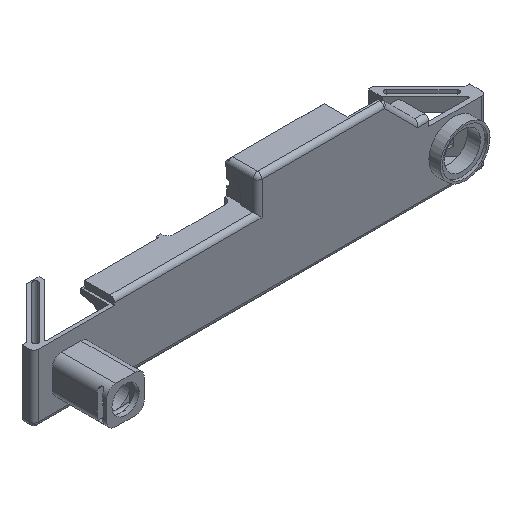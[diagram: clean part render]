
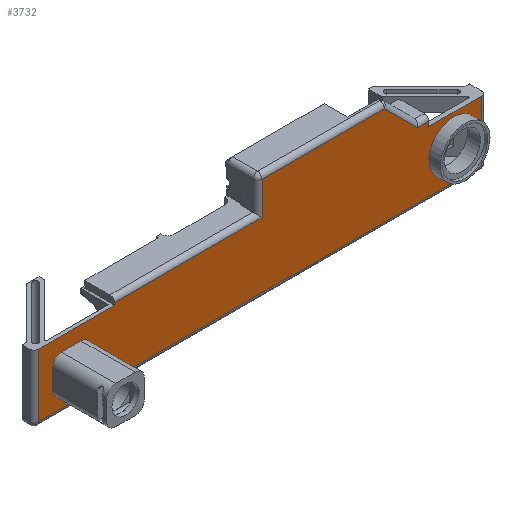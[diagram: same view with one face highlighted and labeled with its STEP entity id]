
A CAD part, isometric view. The second image highlights one B-rep face of the part: STEP entity #3732.
In plain terms, the highlighted planar face has unit normal (0, -1, 0).
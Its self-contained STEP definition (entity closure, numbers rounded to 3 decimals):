
#32=FACE_BOUND('',#372,.T.);
#33=FACE_BOUND('',#373,.T.);
#55=PLANE('',#3964);
#176=FACE_OUTER_BOUND('',#371,.T.);
#371=EDGE_LOOP('',(#2461,#2462,#2463,#2464,#2465,#2466,#2467,#2468,#2469,
#2470,#2471,#2472));
#372=EDGE_LOOP('',(#2473,#2474));
#373=EDGE_LOOP('',(#2475,#2476,#2477,#2478,#2479,#2480,#2481,#2482));
#580=CIRCLE('',#3951,5.5);
#581=CIRCLE('',#3952,5.5);
#586=CIRCLE('',#3965,2.);
#587=CIRCLE('',#3966,2.);
#588=CIRCLE('',#3967,2.);
#589=CIRCLE('',#3968,2.);
#777=LINE('',#5513,#1152);
#778=LINE('',#5517,#1153);
#779=LINE('',#5519,#1154);
#780=LINE('',#5521,#1155);
#781=LINE('',#5523,#1156);
#782=LINE('',#5525,#1157);
#783=LINE('',#5527,#1158);
#784=LINE('',#5529,#1159);
#785=LINE('',#5531,#1160);
#786=LINE('',#5533,#1161);
#787=LINE('',#5535,#1162);
#788=LINE('',#5536,#1163);
#789=LINE('',#5539,#1164);
#790=LINE('',#5543,#1165);
#791=LINE('',#5547,#1166);
#792=LINE('',#5551,#1167);
#1152=VECTOR('',#4401,10.);
#1153=VECTOR('',#4406,10.);
#1154=VECTOR('',#4407,10.);
#1155=VECTOR('',#4408,10.);
#1156=VECTOR('',#4409,10.);
#1157=VECTOR('',#4410,10.);
#1158=VECTOR('',#4411,10.);
#1159=VECTOR('',#4412,10.);
#1160=VECTOR('',#4413,10.);
#1161=VECTOR('',#4414,10.);
#1162=VECTOR('',#4415,10.);
#1163=VECTOR('',#4416,10.);
#1164=VECTOR('',#4417,10.);
#1165=VECTOR('',#4420,10.);
#1166=VECTOR('',#4423,10.);
#1167=VECTOR('',#4426,10.);
#1522=VERTEX_POINT('',#5472);
#1523=VERTEX_POINT('',#5474);
#1526=VERTEX_POINT('',#5482);
#1537=VERTEX_POINT('',#5512);
#1538=VERTEX_POINT('',#5516);
#1539=VERTEX_POINT('',#5518);
#1540=VERTEX_POINT('',#5520);
#1541=VERTEX_POINT('',#5522);
#1542=VERTEX_POINT('',#5524);
#1543=VERTEX_POINT('',#5526);
#1544=VERTEX_POINT('',#5528);
#1545=VERTEX_POINT('',#5530);
#1546=VERTEX_POINT('',#5532);
#1547=VERTEX_POINT('',#5534);
#1548=VERTEX_POINT('',#5537);
#1549=VERTEX_POINT('',#5538);
#1550=VERTEX_POINT('',#5540);
#1551=VERTEX_POINT('',#5542);
#1552=VERTEX_POINT('',#5544);
#1553=VERTEX_POINT('',#5546);
#1554=VERTEX_POINT('',#5548);
#1555=VERTEX_POINT('',#5550);
#1882=EDGE_CURVE('',#1523,#1522,#580,.T.);
#1883=EDGE_CURVE('',#1522,#1523,#581,.T.);
#1900=EDGE_CURVE('',#1526,#1537,#777,.T.);
#1902=EDGE_CURVE('',#1538,#1526,#778,.T.);
#1903=EDGE_CURVE('',#1539,#1538,#779,.T.);
#1904=EDGE_CURVE('',#1540,#1539,#780,.T.);
#1905=EDGE_CURVE('',#1541,#1540,#781,.T.);
#1906=EDGE_CURVE('',#1541,#1542,#782,.T.);
#1907=EDGE_CURVE('',#1543,#1542,#783,.T.);
#1908=EDGE_CURVE('',#1544,#1543,#784,.T.);
#1909=EDGE_CURVE('',#1545,#1544,#785,.T.);
#1910=EDGE_CURVE('',#1545,#1546,#786,.T.);
#1911=EDGE_CURVE('',#1546,#1547,#787,.T.);
#1912=EDGE_CURVE('',#1537,#1547,#788,.T.);
#1913=EDGE_CURVE('',#1548,#1549,#789,.T.);
#1914=EDGE_CURVE('',#1550,#1549,#586,.T.);
#1915=EDGE_CURVE('',#1550,#1551,#790,.T.);
#1916=EDGE_CURVE('',#1551,#1552,#587,.T.);
#1917=EDGE_CURVE('',#1552,#1553,#791,.T.);
#1918=EDGE_CURVE('',#1553,#1554,#588,.T.);
#1919=EDGE_CURVE('',#1554,#1555,#792,.T.);
#1920=EDGE_CURVE('',#1548,#1555,#589,.T.);
#2461=ORIENTED_EDGE('',*,*,#1900,.F.);
#2462=ORIENTED_EDGE('',*,*,#1902,.F.);
#2463=ORIENTED_EDGE('',*,*,#1903,.F.);
#2464=ORIENTED_EDGE('',*,*,#1904,.F.);
#2465=ORIENTED_EDGE('',*,*,#1905,.F.);
#2466=ORIENTED_EDGE('',*,*,#1906,.T.);
#2467=ORIENTED_EDGE('',*,*,#1907,.F.);
#2468=ORIENTED_EDGE('',*,*,#1908,.F.);
#2469=ORIENTED_EDGE('',*,*,#1909,.F.);
#2470=ORIENTED_EDGE('',*,*,#1910,.T.);
#2471=ORIENTED_EDGE('',*,*,#1911,.T.);
#2472=ORIENTED_EDGE('',*,*,#1912,.F.);
#2473=ORIENTED_EDGE('',*,*,#1882,.T.);
#2474=ORIENTED_EDGE('',*,*,#1883,.T.);
#2475=ORIENTED_EDGE('',*,*,#1913,.T.);
#2476=ORIENTED_EDGE('',*,*,#1914,.F.);
#2477=ORIENTED_EDGE('',*,*,#1915,.T.);
#2478=ORIENTED_EDGE('',*,*,#1916,.T.);
#2479=ORIENTED_EDGE('',*,*,#1917,.T.);
#2480=ORIENTED_EDGE('',*,*,#1918,.T.);
#2481=ORIENTED_EDGE('',*,*,#1919,.T.);
#2482=ORIENTED_EDGE('',*,*,#1920,.F.);
#3732=ADVANCED_FACE('',(#176,#32,#33),#55,.T.);
#3951=AXIS2_PLACEMENT_3D('',#5475,#4365,#4366);
#3952=AXIS2_PLACEMENT_3D('',#5476,#4367,#4368);
#3964=AXIS2_PLACEMENT_3D('',#5515,#4404,#4405);
#3965=AXIS2_PLACEMENT_3D('',#5541,#4418,#4419);
#3966=AXIS2_PLACEMENT_3D('',#5545,#4421,#4422);
#3967=AXIS2_PLACEMENT_3D('',#5549,#4424,#4425);
#3968=AXIS2_PLACEMENT_3D('',#5552,#4427,#4428);
#4365=DIRECTION('center_axis',(0.,1.,0.));
#4366=DIRECTION('ref_axis',(1.,0.,0.));
#4367=DIRECTION('center_axis',(0.,1.,0.));
#4368=DIRECTION('ref_axis',(1.,0.,0.));
#4401=DIRECTION('',(0.707,0.,-0.707));
#4404=DIRECTION('center_axis',(0.,-1.,0.));
#4405=DIRECTION('ref_axis',(0.,0.,-1.));
#4406=DIRECTION('',(1.,0.,0.));
#4407=DIRECTION('',(0.,0.,1.));
#4408=DIRECTION('',(1.,0.,0.));
#4409=DIRECTION('',(0.,0.,1.));
#4410=DIRECTION('',(-1.,0.,0.));
#4411=DIRECTION('',(0.,0.,1.));
#4412=DIRECTION('',(-1.,0.,0.));
#4413=DIRECTION('',(0.,0.,-1.));
#4414=DIRECTION('',(-1.,0.,0.));
#4415=DIRECTION('',(0.,0.,1.));
#4416=DIRECTION('',(1.,0.,0.));
#4417=DIRECTION('',(0.,0.,1.));
#4418=DIRECTION('center_axis',(0.,-1.,0.));
#4419=DIRECTION('ref_axis',(-1.,0.,0.));
#4420=DIRECTION('',(1.,0.,0.));
#4421=DIRECTION('center_axis',(0.,1.,0.));
#4422=DIRECTION('ref_axis',(1.,0.,0.));
#4423=DIRECTION('',(0.,0.,-1.));
#4424=DIRECTION('center_axis',(0.,1.,0.));
#4425=DIRECTION('ref_axis',(0.,0.,
-1.));
#4426=DIRECTION('',(-1.,0.,0.));
#4427=DIRECTION('center_axis',(0.,-1.,0.));
#4428=DIRECTION('ref_axis',(-1.,0.,0.));
#5472=CARTESIAN_POINT('',(50.427,-2.3,-3.679));
#5474=CARTESIAN_POINT('',(61.427,-2.3,-3.679));
#5475=CARTESIAN_POINT('Origin',(55.927,-2.3,-3.679));
#5476=CARTESIAN_POINT('Origin',(55.927,-2.3,-3.679));
#5482=CARTESIAN_POINT('',(40.522,-2.3,11.101));
#5512=CARTESIAN_POINT('',(47.889,-2.3,3.733));
#5513=CARTESIAN_POINT('',(38.104,-2.3,13.519));
#5515=CARTESIAN_POINT('Origin',(13.793,-2.3,0.204));
#5516=CARTESIAN_POINT('',(13.534,-2.3,11.101));
#5517=CARTESIAN_POINT('',(30.58,-2.3,11.101));
#5518=CARTESIAN_POINT('',(13.534,-2.3,3.733));
#5519=CARTESIAN_POINT('',(13.534,-2.3,1.719));
#5520=CARTESIAN_POINT('',(-19.07,-2.3,3.733));
#5521=CARTESIAN_POINT('',(5.335,-2.3,3.733));
#5522=CARTESIAN_POINT('',(-19.07,-2.3,3.233));
#5523=CARTESIAN_POINT('',(-19.07,-2.3,3.233));
#5524=CARTESIAN_POINT('',(-35.882,-2.3,3.233));
#5525=CARTESIAN_POINT('',(-2.758,-2.3,3.233));
#5526=CARTESIAN_POINT('',(-35.882,-2.3,-10.692));
#5527=CARTESIAN_POINT('',(-35.882,-2.3,-2.013));
#5528=CARTESIAN_POINT('',(62.031,-2.3,-10.692));
#5529=CARTESIAN_POINT('',(13.793,-2.3,-10.692));
#5530=CARTESIAN_POINT('',(62.031,-2.3,2.733));
#5531=CARTESIAN_POINT('',(62.031,-2.3,1.719));
#5532=CARTESIAN_POINT('',(50.359,-2.3,2.733));
#5533=CARTESIAN_POINT('',(31.652,-2.3,2.733));
#5534=CARTESIAN_POINT('',(50.359,-2.3,3.733));
#5535=CARTESIAN_POINT('',(50.359,-2.3,2.733));
#5536=CARTESIAN_POINT('',(30.975,-2.3,3.733));
#5537=CARTESIAN_POINT('',(-32.785,-2.3,-6.167));
#5538=CARTESIAN_POINT('',(-32.785,-2.3,-1.867));
#5539=CARTESIAN_POINT('',(-32.785,-2.3,-0.668));
#5540=CARTESIAN_POINT('',(-30.785,-2.3,0.133));
#5541=CARTESIAN_POINT('Origin',(-30.785,-2.3,-1.867));
#5542=CARTESIAN_POINT('',(-26.485,-2.3,0.133));
#5543=CARTESIAN_POINT('',(-6.346,-2.3,0.133));
#5544=CARTESIAN_POINT('',(-24.485,-2.3,-1.867));
#5545=CARTESIAN_POINT('Origin',(-26.485,-2.3,-1.867));
#5546=CARTESIAN_POINT('',(-24.485,-2.3,-6.167));
#5547=CARTESIAN_POINT('',(-24.485,-2.3,-2.981));
#5548=CARTESIAN_POINT('',(-26.485,-2.3,-8.167));
#5549=CARTESIAN_POINT('Origin',(-26.485,-2.3,-6.167));
#5550=CARTESIAN_POINT('',(-30.785,-2.3,-8.167));
#5551=CARTESIAN_POINT('',(-8.509,-2.3,-8.167));
#5552=CARTESIAN_POINT('Origin',(-30.785,-2.3,-6.167));
